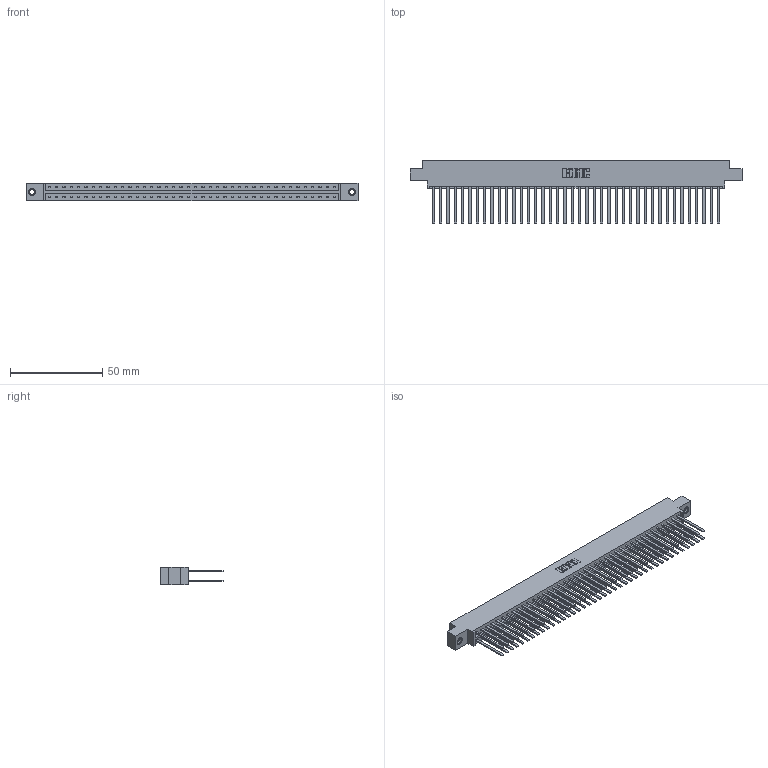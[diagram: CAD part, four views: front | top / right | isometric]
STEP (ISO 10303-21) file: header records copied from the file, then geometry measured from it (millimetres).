
FILE_DESCRIPTION (( 'STEP AP203' ), '1' );
FILE_NAME ('833-080-544-807.STEP', '2020-06-05T22:11:14', ( '' ), ( '' ), 'SwSTEP 2.0', 'SolidWorks 2020', '' );
FILE_SCHEMA (( 'CONFIG_CONTROL_DESIGN' ));
Length unit declared in the file: inch
Products named in the file (4): 345-292-001_345-293-144; 833 Part_Offset - .156 Dia - TI; 345-250-001_345-250-005-103; 833-080-544-807
Assembly tree (83 placements, depth 2):
  833-080-544-807
    833 Part_Offset - .156 Dia - TI
    345-292-001_345-293-144  x80
    345-250-001_345-250-005-103  x2
Bounding box: 180.04 x 34.3 x 9.4 mm (x, y, z)
Volume: 19242 mm3; surface area: 26593.1 mm2
Topology: 83 solids, 83 shells, 3858 faces, 11419 edges, 7498 vertices
Faces by surface type: plane 2666, cylinder 1176, cone 12, torus 4
Entity records: 27126 total; most frequent: CARTESIAN_POINT 4481, ORIENTED_EDGE 4410, DIRECTION 3859, EDGE_CURVE 2205, VECTOR 2061, LINE 2061, VERTEX_POINT 1464, AXIS2_PLACEMENT_3D 899
